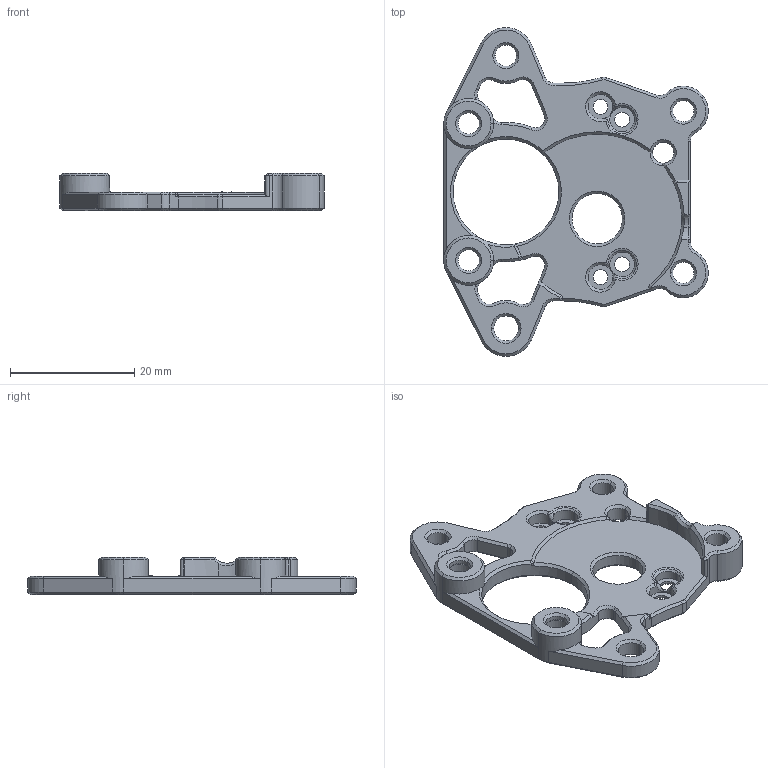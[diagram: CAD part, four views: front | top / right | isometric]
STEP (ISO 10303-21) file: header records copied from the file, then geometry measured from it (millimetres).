
FILE_DESCRIPTION (( 'STEP AP214' ), '1' );
FILE_NAME ('frenzy_p2_backwards_compatible_motor_frame.STEP', '2022-02-14T19:50:29', ( '' ), ( '' ), 'SwSTEP 2.0', 'SolidWorks 2021', '' );
FILE_SCHEMA (( 'AUTOMOTIVE_DESIGN' ));
Length unit declared in the file: millimetre
Products named in the file (1): frenzy_p2_backwards_compatible_motor_frame
Bounding box: 42.5 x 52.81 x 6 mm (x, y, z)
Volume: 3270.6 mm3; surface area: 3626.3 mm2
Topology: 1 solids, 1 shells, 319 faces, 786 edges, 466 vertices
Faces by surface type: cone 161, cylinder 88, plane 63, bspline 7
Entity records: 10722 total; most frequent: CARTESIAN_POINT 3022, DIRECTION 1705, ORIENTED_EDGE 1572, EDGE_CURVE 786, AXIS2_PLACEMENT_3D 677, VERTEX_POINT 466, CIRCLE 364, LINE 351
